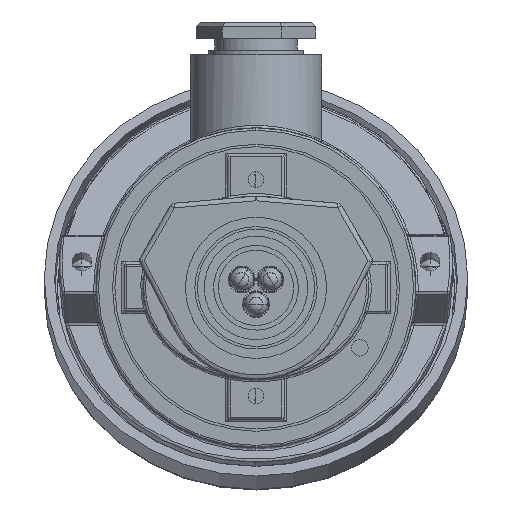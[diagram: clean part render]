
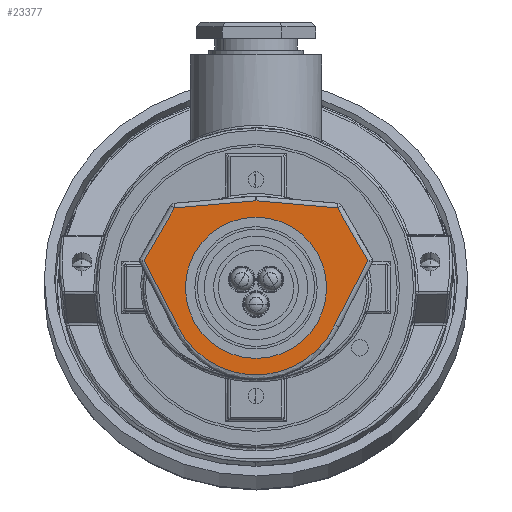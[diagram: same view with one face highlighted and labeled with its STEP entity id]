
A CAD part, front view. The second image highlights one B-rep face of the part: STEP entity #23377.
In plain terms, the highlighted planar face has unit normal (0, -1, 0).
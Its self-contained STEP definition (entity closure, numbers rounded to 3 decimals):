
#113 = CARTESIAN_POINT ( 'NONE',  ( -16.444, 0., -8.476 ) ) ;
#372 = ORIENTED_EDGE ( 'NONE', *, *, #13776, .T. ) ;
#378 = EDGE_CURVE ( 'NONE', #2877, #5861, #7732, .T. ) ;
#847 = CARTESIAN_POINT ( 'NONE',  ( 20.347, 0., 11.747 ) ) ;
#1098 = LINE ( 'NONE', #7870, #25931 ) ;
#2587 = CIRCLE ( 'NONE', #12979, 13.5 ) ;
#2877 = VERTEX_POINT ( 'NONE', #13524 ) ;
#3258 = CIRCLE ( 'NONE', #13031, 18.511 ) ;
#3961 = CARTESIAN_POINT ( 'NONE',  ( 0., 0., 0. ) ) ;
#4113 = FACE_OUTER_BOUND ( 'NONE', #22697, .T. ) ;
#4141 = VERTEX_POINT ( 'NONE', #22850 ) ;
#4467 = EDGE_CURVE ( 'NONE', #24724, #21589, #2587, .T. ) ;
#5487 = VECTOR ( 'NONE', #10782, 1000. ) ;
#5839 = ORIENTED_EDGE ( 'NONE', *, *, #25116, .T. ) ;
#5861 = VERTEX_POINT ( 'NONE', #6536 ) ;
#5938 = DIRECTION ( 'NONE',  ( 0., 1., 0. ) ) ;
#6084 = ORIENTED_EDGE ( 'NONE', *, *, #7027, .T. ) ;
#6323 = ORIENTED_EDGE ( 'NONE', *, *, #4467, .T. ) ;
#6536 = CARTESIAN_POINT ( 'NONE',  ( 0., 0., 18.496 ) ) ;
#6995 = CARTESIAN_POINT ( 'NONE',  ( 1.606, 0., 18.356 ) ) ;
#7027 = EDGE_CURVE ( 'NONE', #12952, #2877, #24846, .T. ) ;
#7090 = VECTOR ( 'NONE', #9035, 1000. ) ;
#7732 = LINE ( 'NONE', #6995, #7090 ) ;
#7870 = CARTESIAN_POINT ( 'NONE',  ( 16.444, 0., -8.476 ) ) ;
#9035 = DIRECTION ( 'NONE',  ( -0.996, 0., 0.087 ) ) ;
#9919 = CARTESIAN_POINT ( 'NONE',  ( 0., 0., 0. ) ) ;
#10029 = DIRECTION ( 'NONE',  ( 0., 0., 1. ) ) ;
#10418 = CARTESIAN_POINT ( 'NONE',  ( -1.606, 0., 18.356 ) ) ;
#10606 = DIRECTION ( 'NONE',  ( 0., -1., 0. ) ) ;
#10757 = AXIS2_PLACEMENT_3D ( 'NONE', #9919, #24014, #11941 ) ;
#10782 = DIRECTION ( 'NONE',  ( -0.5, 0., -0.866 ) ) ;
#11208 = VECTOR ( 'NONE', #14108, 1000. ) ;
#11941 = DIRECTION ( 'NONE',  ( 0., 0., 1. ) ) ;
#11975 = ORIENTED_EDGE ( 'NONE', *, *, #16435, .T. ) ;
#12111 = LINE ( 'NONE', #20994, #5487 ) ;
#12850 = VECTOR ( 'NONE', #24505, 1000. ) ;
#12952 = VERTEX_POINT ( 'NONE', #17928 ) ;
#12979 = AXIS2_PLACEMENT_3D ( 'NONE', #3961, #5938, #20047 ) ;
#13031 = AXIS2_PLACEMENT_3D ( 'NONE', #22648, #10606, #24698 ) ;
#13159 = ORIENTED_EDGE ( 'NONE', *, *, #378, .T. ) ;
#13501 = ORIENTED_EDGE ( 'NONE', *, *, #19180, .T. ) ;
#13524 = CARTESIAN_POINT ( 'NONE',  ( 17.326, 0., 16.98 ) ) ;
#13776 = EDGE_CURVE ( 'NONE', #4141, #20905, #12111, .T. ) ;
#14102 = VECTOR ( 'NONE', #18891, 1000. ) ;
#14108 = DIRECTION ( 'NONE',  ( 0.458, 0., -0.889 ) ) ;
#14650 = VERTEX_POINT ( 'NONE', #23199 ) ;
#15158 = EDGE_CURVE ( 'NONE', #16444, #14650, #3258, .T. ) ;
#15558 = CARTESIAN_POINT ( 'NONE',  ( 0., 0., -13.5 ) ) ;
#15728 = EDGE_LOOP ( 'NONE', ( #6323, #11975 ) ) ;
#16435 = EDGE_CURVE ( 'NONE', #21589, #24724, #19055, .T. ) ;
#16444 = VERTEX_POINT ( 'NONE', #17908 ) ;
#16481 = EDGE_CURVE ( 'NONE', #20905, #16444, #21906, .T. ) ;
#17908 = CARTESIAN_POINT ( 'NONE',  ( -16.741, 0., -7.901 ) ) ;
#17928 = CARTESIAN_POINT ( 'NONE',  ( 23.792, 0., 5.78 ) ) ;
#18879 = FACE_BOUND ( 'NONE', #15728, .T. ) ;
#18891 = DIRECTION ( 'NONE',  ( -0.5, 0., 0.866 ) ) ;
#19055 = CIRCLE ( 'NONE', #10757, 13.5 ) ;
#19180 = EDGE_CURVE ( 'NONE', #14650, #12952, #1098, .T. ) ;
#20047 = DIRECTION ( 'NONE',  ( 0., 0., 1. ) ) ;
#20058 = CARTESIAN_POINT ( 'NONE',  ( 0., 0., 0. ) ) ;
#20905 = VERTEX_POINT ( 'NONE', #23423 ) ;
#20994 = CARTESIAN_POINT ( 'NONE',  ( -20.347, 0., 11.747 ) ) ;
#21416 = ORIENTED_EDGE ( 'NONE', *, *, #15158, .T. ) ;
#21589 = VERTEX_POINT ( 'NONE', #15558 ) ;
#21906 = LINE ( 'NONE', #113, #11208 ) ;
#22087 = DIRECTION ( 'NONE',  ( 0., 1., 0. ) ) ;
#22648 = CARTESIAN_POINT ( 'NONE',  ( 0., 0., 0. ) ) ;
#22697 = EDGE_LOOP ( 'NONE', ( #6084, #13159, #5839, #372, #23895, #21416, #13501 ) ) ;
#22850 = CARTESIAN_POINT ( 'NONE',  ( -17.326, 0., 16.98 ) ) ;
#22896 = AXIS2_PLACEMENT_3D ( 'NONE', #20058, #22087, #10029 ) ;
#23199 = CARTESIAN_POINT ( 'NONE',  ( 16.741, 0., -7.901 ) ) ;
#23377 = ADVANCED_FACE ( 'NONE', ( #4113, #18879 ), #24047, .F. ) ;
#23423 = CARTESIAN_POINT ( 'NONE',  ( -23.792, 0., 5.78 ) ) ;
#23584 = LINE ( 'NONE', #10418, #12850 ) ;
#23895 = ORIENTED_EDGE ( 'NONE', *, *, #16481, .T. ) ;
#24014 = DIRECTION ( 'NONE',  ( 0., 1., 0. ) ) ;
#24047 = PLANE ( 'NONE',  #22896 ) ;
#24486 = CARTESIAN_POINT ( 'NONE',  ( 0., 0., 13.5 ) ) ;
#24505 = DIRECTION ( 'NONE',  ( -0.996, 0., -0.087 ) ) ;
#24698 = DIRECTION ( 'NONE',  ( 0., 0., 1. ) ) ;
#24724 = VERTEX_POINT ( 'NONE', #24486 ) ;
#24846 = LINE ( 'NONE', #847, #14102 ) ;
#25116 = EDGE_CURVE ( 'NONE', #5861, #4141, #23584, .T. ) ;
#25931 = VECTOR ( 'NONE', #26047, 1000. ) ;
#26047 = DIRECTION ( 'NONE',  ( 0.458, 0., 0.889 ) ) ;
